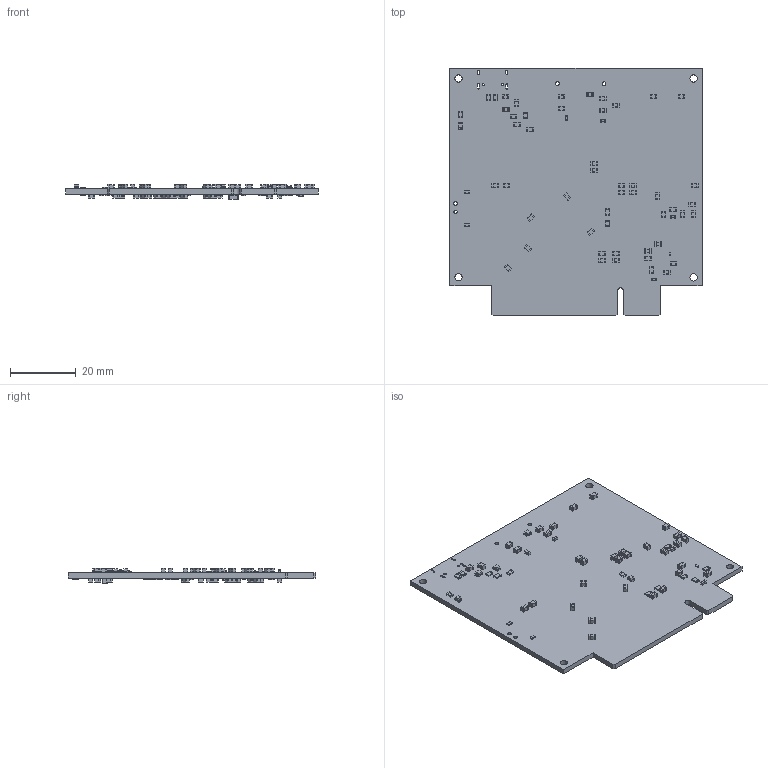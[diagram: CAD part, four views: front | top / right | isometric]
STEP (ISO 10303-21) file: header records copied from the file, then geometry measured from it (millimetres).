
FILE_DESCRIPTION(('KiCad electronic assembly'),'2;1');
FILE_NAME('PCB-1-2.step','2024-04-16T13:53:17',('Pcbnew'),('Kicad'), 'Open CASCADE STEP processor 7.7','KiCad to STEP converter','Unknown' );
FILE_SCHEMA(('AUTOMOTIVE_DESIGN { 1 0 10303 214 1 1 1 1 }'));
Length unit declared in the file: millimetre
Products named in the file (18): PCB-1-2 1; R_0805_2012Metric; C_0805_2012Metric; LED_0805_2012Metric; C_0402_1005Metric; C_0603_1608Metric; R_0603_1608Metric; L_0805_2012Metric; C_1206_3216Metric; _autosave-PCB-1-2_PCB
Assembly tree (112 placements, depth 3):
  PCB-1-2 1
    R_0805_2012Metric  x30
      R_0805_2012Metric
    C_0805_2012Metric  x55
      C_0805_2012Metric
    LED_0805_2012Metric  x5
      LED_0805_2012Metric
    C_0402_1005Metric
      C_0402_1005Metric
    C_0603_1608Metric  x5
      C_0603_1608Metric
    R_0603_1608Metric  x4
      R_0603_1608Metric
    L_0805_2012Metric  x2
      L_0805_2012Metric
    C_1206_3216Metric
      C_1206_3216Metric
    _autosave-PCB-1-2_PCB
Bounding box: 76.4 x 74.95 x 4.55 mm (x, y, z)
Volume: 8956 mm3; surface area: 12629.1 mm2
Topology: 104 solids, 104 shells, 2972 faces, 7717 edges, 5086 vertices
Faces by surface type: plane 1873, cylinder 1099
Full cylindrical faces by diameter (mm): 0.65 x2, 1.016 x2, 1.118 x2, 2.2 x4
Entity records: 11737 total; most frequent: DIRECTION 1769, CARTESIAN_POINT 1664, ORIENTED_EDGE 1522, EDGE_CURVE 761, AXIS2_PLACEMENT_3D 607, LINE 555, VECTOR 555, VERTEX_POINT 502
